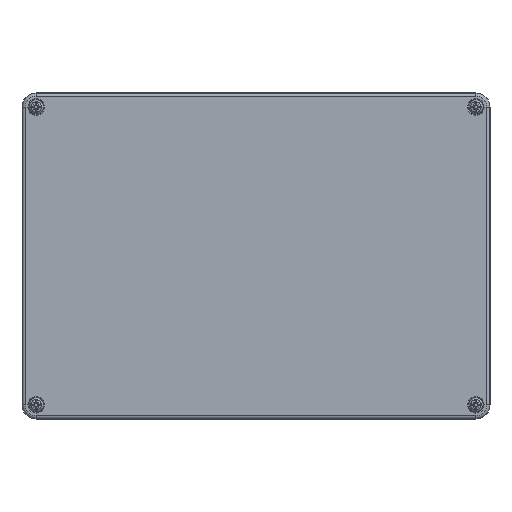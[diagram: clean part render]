
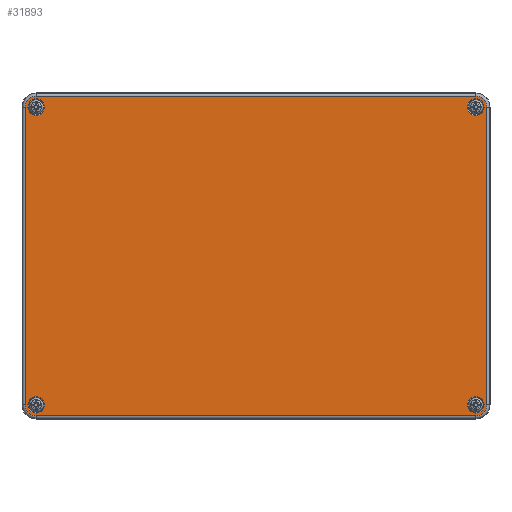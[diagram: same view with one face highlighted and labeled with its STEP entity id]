
A CAD part, top view. The second image highlights one B-rep face of the part: STEP entity #31893.
In plain terms, the highlighted face is planar.
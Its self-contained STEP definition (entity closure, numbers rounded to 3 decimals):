
#31472=CARTESIAN_POINT('',(155.,-112.686,-20.0));
#31473=VERTEX_POINT('',#31472);
#31481=CARTESIAN_POINT('',(162.686,-105.,-20.0));
#31482=VERTEX_POINT('',#31481);
#31483=CARTESIAN_POINT('',(155.0,-105.0,-20.0));
#31484=DIRECTION('',(0.0,0.0,1.0));
#31485=DIRECTION('',(0.707,-0.707,0.0));
#31486=AXIS2_PLACEMENT_3D('',#31483,#31484,#31485);
#31487=CIRCLE('',#31486,7.686);
#31488=EDGE_CURVE('',#31473,#31482,#31487,.T.);
#31514=CARTESIAN_POINT('',(162.686,105.,-20.0));
#31515=VERTEX_POINT('',#31514);
#31532=CARTESIAN_POINT('',(162.686,-105.,-20.0));
#31533=DIRECTION('',(0.0,1.0,0.0));
#31534=VECTOR('',#31533,210.);
#31535=LINE('',#31532,#31534);
#31536=EDGE_CURVE('',#31482,#31515,#31535,.T.);
#31546=CARTESIAN_POINT('',(155.0,112.686,-20.0));
#31547=VERTEX_POINT('',#31546);
#31565=CARTESIAN_POINT('',(155.0,105.0,-20.0));
#31566=DIRECTION('',(0.0,0.0,1.0));
#31567=DIRECTION('',(0.707,0.707,0.0));
#31568=AXIS2_PLACEMENT_3D('',#31565,#31566,#31567);
#31569=CIRCLE('',#31568,7.686);
#31570=EDGE_CURVE('',#31515,#31547,#31569,.T.);
#31580=CARTESIAN_POINT('',(-155.0,112.686,-20.0));
#31581=VERTEX_POINT('',#31580);
#31598=CARTESIAN_POINT('',(155.0,112.686,-20.0));
#31599=DIRECTION('',(-1.0,0.0,0.0));
#31600=VECTOR('',#31599,310.0);
#31601=LINE('',#31598,#31600);
#31602=EDGE_CURVE('',#31547,#31581,#31601,.T.);
#31612=CARTESIAN_POINT('',(-162.686,105.,-20.0));
#31613=VERTEX_POINT('',#31612);
#31631=CARTESIAN_POINT('',(-155.0,105.0,-20.0));
#31632=DIRECTION('',(0.0,0.0,1.0));
#31633=DIRECTION('',(-0.707,0.707,0.0));
#31634=AXIS2_PLACEMENT_3D('',#31631,#31632,#31633);
#31635=CIRCLE('',#31634,7.686);
#31636=EDGE_CURVE('',#31581,#31613,#31635,.T.);
#31646=CARTESIAN_POINT('',(-162.686,-105.,-20.0));
#31647=VERTEX_POINT('',#31646);
#31664=CARTESIAN_POINT('',(-162.686,105.,-20.0));
#31665=DIRECTION('',(0.0,-1.0,0.0));
#31666=VECTOR('',#31665,210.);
#31667=LINE('',#31664,#31666);
#31668=EDGE_CURVE('',#31613,#31647,#31667,.T.);
#31678=CARTESIAN_POINT('',(-155.0,-112.686,-20.0));
#31679=VERTEX_POINT('',#31678);
#31697=CARTESIAN_POINT('',(-155.0,-105.0,-20.0));
#31698=DIRECTION('',(0.0,0.0,1.0));
#31699=DIRECTION('',(-0.707,-0.707,0.0));
#31700=AXIS2_PLACEMENT_3D('',#31697,#31698,#31699);
#31701=CIRCLE('',#31700,7.686);
#31702=EDGE_CURVE('',#31647,#31679,#31701,.T.);
#31720=CARTESIAN_POINT('',(-155.0,-112.686,-20.0));
#31721=DIRECTION('',(1.0,0.0,0.0));
#31722=VECTOR('',#31721,310.0);
#31723=LINE('',#31720,#31722);
#31724=EDGE_CURVE('',#31679,#31473,#31723,.T.);
#31834=CARTESIAN_POINT('',(0.,0.,-20.0));
#31835=DIRECTION('',(0.0,0.0,1.0));
#31836=DIRECTION('',(1.0,0.0,0.0));
#31837=AXIS2_PLACEMENT_3D('',#31834,#31835,#31836);
#31838=PLANE('',#31837);
#31839=ORIENTED_EDGE('',*,*,#31488,.F.);
#31840=ORIENTED_EDGE('',*,*,#31724,.F.);
#31841=ORIENTED_EDGE('',*,*,#31702,.F.);
#31842=ORIENTED_EDGE('',*,*,#31668,.F.);
#31843=ORIENTED_EDGE('',*,*,#31636,.F.);
#31844=ORIENTED_EDGE('',*,*,#31602,.F.);
#31845=ORIENTED_EDGE('',*,*,#31570,.F.);
#31846=ORIENTED_EDGE('',*,*,#31536,.F.);
#31847=EDGE_LOOP('',(#31839,#31840,#31841,#31842,#31843,#31844,#31845,#31846));
#31848=FACE_OUTER_BOUND('',#31847,.T.);
#31849=CARTESIAN_POINT('',(149.2,-105.,-20.0));
#31850=VERTEX_POINT('',#31849);
#31851=CARTESIAN_POINT('',(155.,-105.,-20.0));
#31852=DIRECTION('',(0.0,0.0,-1.0));
#31853=DIRECTION('',(1.0,0.0,0.0));
#31854=AXIS2_PLACEMENT_3D('',#31851,#31852,#31853);
#31855=CIRCLE('',#31854,5.8);
#31856=EDGE_CURVE('',#31850,#31850,#31855,.T.);
#31857=ORIENTED_EDGE('',*,*,#31856,.F.);
#31858=EDGE_LOOP('',(#31857));
#31859=FACE_BOUND('',#31858,.T.);
#31860=CARTESIAN_POINT('',(-160.8,105.0,-20.0));
#31861=VERTEX_POINT('',#31860);
#31862=CARTESIAN_POINT('',(-155.,105.0,-20.0));
#31863=DIRECTION('',(0.0,0.0,-1.0));
#31864=DIRECTION('',(1.0,0.0,0.0));
#31865=AXIS2_PLACEMENT_3D('',#31862,#31863,#31864);
#31866=CIRCLE('',#31865,5.8);
#31867=EDGE_CURVE('',#31861,#31861,#31866,.T.);
#31868=ORIENTED_EDGE('',*,*,#31867,.F.);
#31869=EDGE_LOOP('',(#31868));
#31870=FACE_BOUND('',#31869,.T.);
#31871=CARTESIAN_POINT('',(-160.8,-105.0,-20.0));
#31872=VERTEX_POINT('',#31871);
#31873=CARTESIAN_POINT('',(-155.,-105.0,-20.0));
#31874=DIRECTION('',(0.0,0.0,-1.0));
#31875=DIRECTION('',(1.0,0.0,0.0));
#31876=AXIS2_PLACEMENT_3D('',#31873,#31874,#31875);
#31877=CIRCLE('',#31876,5.8);
#31878=EDGE_CURVE('',#31872,#31872,#31877,.T.);
#31879=ORIENTED_EDGE('',*,*,#31878,.F.);
#31880=EDGE_LOOP('',(#31879));
#31881=FACE_BOUND('',#31880,.T.);
#31882=CARTESIAN_POINT('',(149.2,105.,-20.0));
#31883=VERTEX_POINT('',#31882);
#31884=CARTESIAN_POINT('',(155.,105.,-20.0));
#31885=DIRECTION('',(0.0,0.0,-1.0));
#31886=DIRECTION('',(1.0,0.0,0.0));
#31887=AXIS2_PLACEMENT_3D('',#31884,#31885,#31886);
#31888=CIRCLE('',#31887,5.8);
#31889=EDGE_CURVE('',#31883,#31883,#31888,.T.);
#31890=ORIENTED_EDGE('',*,*,#31889,.F.);
#31891=EDGE_LOOP('',(#31890));
#31892=FACE_BOUND('',#31891,.T.);
#31893=ADVANCED_FACE('',(#31848,#31859,#31870,#31881,#31892),#31838,.F.);
